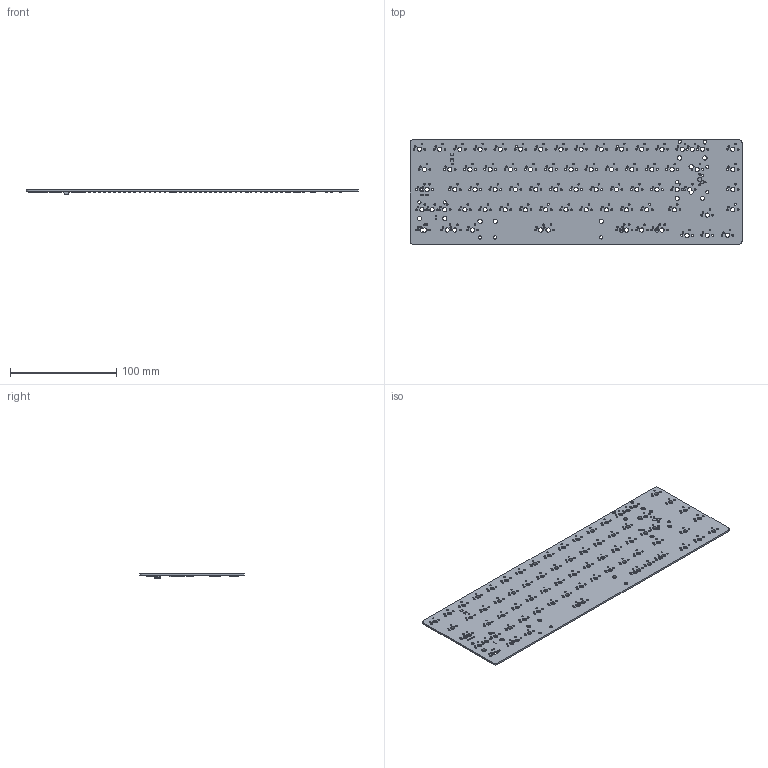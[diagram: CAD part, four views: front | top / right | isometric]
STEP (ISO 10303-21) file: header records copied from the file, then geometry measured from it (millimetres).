
FILE_DESCRIPTION(('KiCad electronic assembly'),'2;1');
FILE_NAME('Gentoo65_PCB.step','2022-10-05T18:34:22',('Pcbnew'),('Kicad') ,'Open CASCADE STEP processor 7.6','KiCad to STEP converter','Unknown' );
FILE_SCHEMA(('AUTOMOTIVE_DESIGN { 1 0 10303 214 1 1 1 1 }'));
Length unit declared in the file: millimetre
Products named in the file (20): Gentoo65_PCB 1; D_SOD-123; SOLID; SOT-23; C_0603_1608Metric; SW_SPST_TL3342; LQFP-48_7x7mm_P0.5mm; R_0603_1608Metric; JST-SR-4; SW_SPDT_PCM12; SOT-23-5; _autosave-Gentoo65_CK2 PCB
Assembly tree (103 placements, depth 3):
  Gentoo65_PCB 1
    D_SOD-123  x71
      SOLID
    SOT-23
      SOLID
    C_0603_1608Metric  x10
      SOLID
    SW_SPST_TL3342
      SOLID
    LQFP-48_7x7mm_P0.5mm
      SOLID
    R_0603_1608Metric  x6
      SOLID
    JST-SR-4
      SOLID
    SW_SPDT_PCM12
      SOLID
    SOT-23-5
      SOLID
    _autosave-Gentoo65_CK2 PCB
Bounding box: 312.93 x 98.61 x 4.55 mm (x, y, z)
Volume: 47040.4 mm3; surface area: 65924.3 mm2
Topology: 94 solids, 95 shells, 7004 faces, 17147 edges, 10449 vertices
Faces by surface type: bspline 6520, cylinder 454, plane 30
Full cylindrical faces by diameter (mm): 0.4 x16, 0.9 x2, 1.04 x4, 1.47 x155, 1.75 x140, 3.048 x8, 3.988 x77
Entity records: 135677 total; most frequent: CARTESIAN_POINT 44954, ORIENTED_EDGE 10478, PCURVE 10478, DEFINITIONAL_REPRESENTATION 10478, B_SPLINE_CURVE_WITH_KNOTS 10281, DIRECTION 6414, EDGE_CURVE 5239, SURFACE_CURVE 4830
